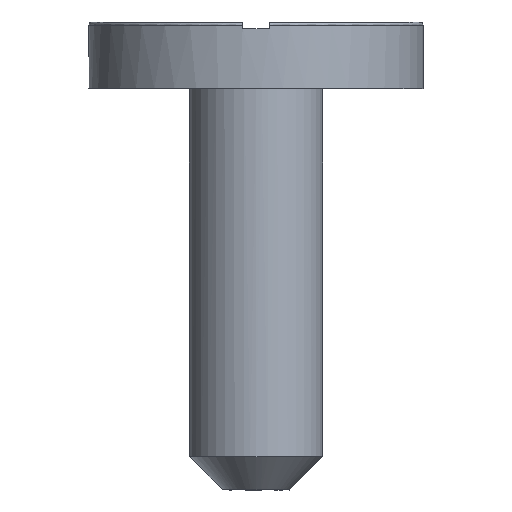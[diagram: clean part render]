
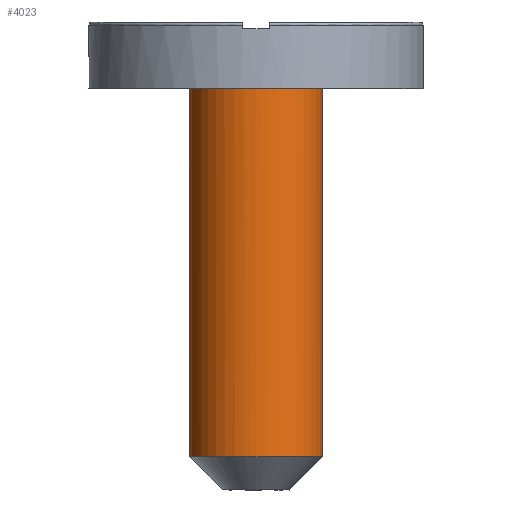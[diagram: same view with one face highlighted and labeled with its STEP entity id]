
A CAD part, left-side view. The second image highlights one B-rep face of the part: STEP entity #4023.
In plain terms, the highlighted free-form (B-spline) face has degree [2, 1] with [9, 2] control points.
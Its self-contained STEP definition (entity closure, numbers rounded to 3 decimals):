
#4023 = ADVANCED_FACE('',(#4024),#4064,.T.);
#4024 = FACE_BOUND('',#4025,.T.);
#4025 = EDGE_LOOP('',(#4026,#4040,#4047,#4059));
#4026 = ORIENTED_EDGE('',*,*,#4027,.T.);
#4027 = EDGE_CURVE('',#4028,#4028,#4030,.T.);
#4028 = VERTEX_POINT('',#4029);
#4029 = CARTESIAN_POINT('',(-86.15,0.,
    0.));
#4030 = ( BOUNDED_CURVE() B_SPLINE_CURVE(2,(#4031,#4032,#4033,#4034,
    #4035,#4036,#4037,#4038,#4039),.UNSPECIFIED.,.T.,.F.) 
B_SPLINE_CURVE_WITH_KNOTS((3,2,2,2,3),(0.,0.25,0.5,0.75,1.),
.PIECEWISE_BEZIER_KNOTS.) CURVE() GEOMETRIC_REPRESENTATION_ITEM() 
RATIONAL_B_SPLINE_CURVE((1.,0.707,1.,0.707,1.,
0.707,1.,0.707,1.)) REPRESENTATION_ITEM('') );
#4031 = CARTESIAN_POINT('',(-86.15,0.,
    0.));
#4032 = CARTESIAN_POINT('',(-86.15,86.15,
    0.));
#4033 = CARTESIAN_POINT('',(0.,86.15,0.));
#4034 = CARTESIAN_POINT('',(86.15,86.15,
    0.));
#4035 = CARTESIAN_POINT('',(86.15,0.,
    0.));
#4036 = CARTESIAN_POINT('',(86.15,-86.15,
    0.));
#4037 = CARTESIAN_POINT('',(0.,-86.15,0.));
#4038 = CARTESIAN_POINT('',(-86.15,-86.15,
    0.));
#4039 = CARTESIAN_POINT('',(-86.15,0.,
    0.));
#4040 = ORIENTED_EDGE('',*,*,#4041,.T.);
#4041 = EDGE_CURVE('',#4028,#4042,#4044,.T.);
#4042 = VERTEX_POINT('',#4043);
#4043 = CARTESIAN_POINT('',(-86.15,0.,
    -473.824));
#4044 = B_SPLINE_CURVE_WITH_KNOTS('',1,(#4045,#4046),.UNSPECIFIED.,.F.,
  .F.,(2,2),(0.,0.917),.PIECEWISE_BEZIER_KNOTS.);
#4045 = CARTESIAN_POINT('',(-86.15,0.,
    0.));
#4046 = CARTESIAN_POINT('',(-86.15,0.,
    -473.824));
#4047 = ORIENTED_EDGE('',*,*,#4048,.T.);
#4048 = EDGE_CURVE('',#4042,#4042,#4049,.T.);
#4049 = ( BOUNDED_CURVE() B_SPLINE_CURVE(2,(#4050,#4051,#4052,#4053,
    #4054,#4055,#4056,#4057,#4058),.UNSPECIFIED.,.T.,.F.) 
B_SPLINE_CURVE_WITH_KNOTS((3,2,2,2,3),(0.,0.25,0.5,0.75,1.),
.PIECEWISE_BEZIER_KNOTS.) CURVE() GEOMETRIC_REPRESENTATION_ITEM() 
RATIONAL_B_SPLINE_CURVE((1.,0.707,1.,0.707,1.,
0.707,1.,0.707,1.)) REPRESENTATION_ITEM('') );
#4050 = CARTESIAN_POINT('',(-86.15,0.,
    -473.824));
#4051 = CARTESIAN_POINT('',(-86.15,-86.15,
    -473.824));
#4052 = CARTESIAN_POINT('',(0.,-86.15,-473.824));
#4053 = CARTESIAN_POINT('',(86.15,-86.15,
    -473.824));
#4054 = CARTESIAN_POINT('',(86.15,0.,
    -473.824));
#4055 = CARTESIAN_POINT('',(86.15,86.15,
    -473.824));
#4056 = CARTESIAN_POINT('',(0.,86.15,-473.824));
#4057 = CARTESIAN_POINT('',(-86.15,86.15,
    -473.824));
#4058 = CARTESIAN_POINT('',(-86.15,0.,
    -473.824));
#4059 = ORIENTED_EDGE('',*,*,#4060,.T.);
#4060 = EDGE_CURVE('',#4042,#4028,#4061,.T.);
#4061 = B_SPLINE_CURVE_WITH_KNOTS('',1,(#4062,#4063),.UNSPECIFIED.,.F.,
  .F.,(2,2),(0.083,1.),.PIECEWISE_BEZIER_KNOTS.);
#4062 = CARTESIAN_POINT('',(-86.15,0.,
    -473.824));
#4063 = CARTESIAN_POINT('',(-86.15,0.,
    0.));
#4064 = ( BOUNDED_SURFACE() B_SPLINE_SURFACE(2,1,(
    (#4065,#4066)
    ,(#4067,#4068)
    ,(#4069,#4070)
    ,(#4071,#4072)
    ,(#4073,#4074)
    ,(#4075,#4076)
    ,(#4077,#4078)
    ,(#4079,#4080)
    ,(#4081,#4082
)),.UNSPECIFIED.,.T.,.F.,.F.) B_SPLINE_SURFACE_WITH_KNOTS((1,2,2,2,2,2,1
    ),(2,2),(-0.25,0.,0.25,0.5,0.75,1.,1.25),(0.,1.),.UNSPECIFIED.) 
GEOMETRIC_REPRESENTATION_ITEM() RATIONAL_B_SPLINE_SURFACE((
    (1.,1.)
    ,(0.707,0.707)
    ,(1.,1.)
    ,(0.707,0.707)
    ,(1.,1.)
    ,(0.707,0.707)
    ,(1.,1.)
    ,(0.707,0.707)
,(1.,1.))) REPRESENTATION_ITEM('') SURFACE() );
#4065 = CARTESIAN_POINT('',(-86.15,0.,
    0.));
#4066 = CARTESIAN_POINT('',(-86.15,0.,
    -516.899));
#4067 = CARTESIAN_POINT('',(-86.15,86.15,
    0.));
#4068 = CARTESIAN_POINT('',(-86.15,86.15,
    -516.899));
#4069 = CARTESIAN_POINT('',(0.,86.15,0.));
#4070 = CARTESIAN_POINT('',(0.,86.15,-516.899));
#4071 = CARTESIAN_POINT('',(86.15,86.15,
    0.));
#4072 = CARTESIAN_POINT('',(86.15,86.15,
    -516.899));
#4073 = CARTESIAN_POINT('',(86.15,0.,
    0.));
#4074 = CARTESIAN_POINT('',(86.15,0.,
    -516.899));
#4075 = CARTESIAN_POINT('',(86.15,-86.15,
    0.));
#4076 = CARTESIAN_POINT('',(86.15,-86.15,
    -516.899));
#4077 = CARTESIAN_POINT('',(0.,-86.15,0.));
#4078 = CARTESIAN_POINT('',(0.,-86.15,-516.899));
#4079 = CARTESIAN_POINT('',(-86.15,-86.15,
    0.));
#4080 = CARTESIAN_POINT('',(-86.15,-86.15,
    -516.899));
#4081 = CARTESIAN_POINT('',(-86.15,0.,
    0.));
#4082 = CARTESIAN_POINT('',(-86.15,0.,
    -516.899));
